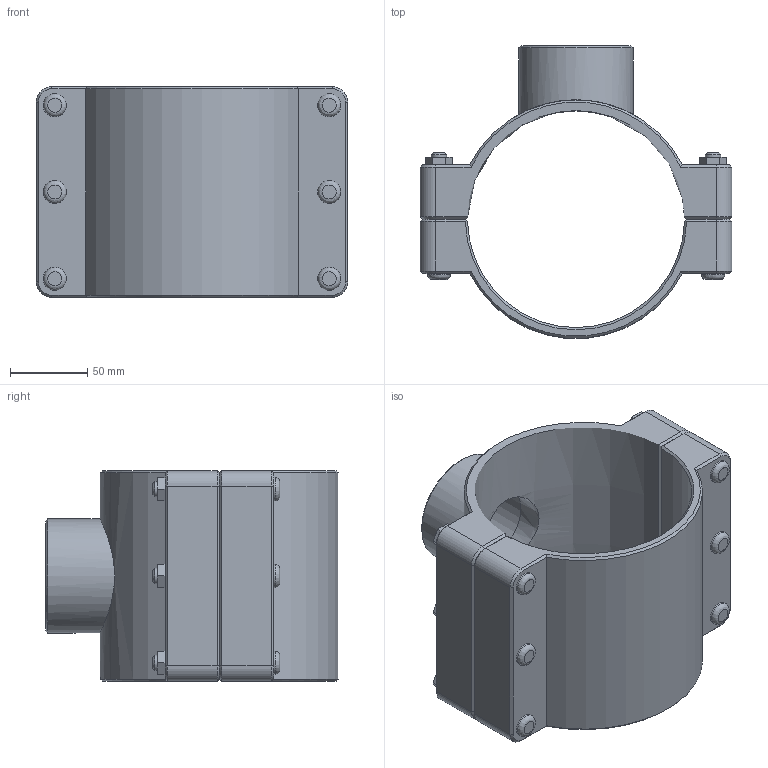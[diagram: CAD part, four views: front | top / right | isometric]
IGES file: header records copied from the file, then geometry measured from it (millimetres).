
Global section: file name: 160760140020_160860140020.ipt; native system: Autodesk Inventor 2015; preprocessor: unknown; author: KIM; date: 20170618.093602; units: millimetre
Bounding box: 201 x 188.72 x 136 mm (x, y, z)
Volume: 997134.2 mm3; surface area: 181299.7 mm2
Topology: 1 solids, 1 shells, 169 faces, 394 edges, 249 vertices
Faces by surface type: plane 100, cylinder 29, cone 27, revolution 13
Full cylindrical faces by diameter (mm): 10 x6, 15 x12, 73.653 x1
